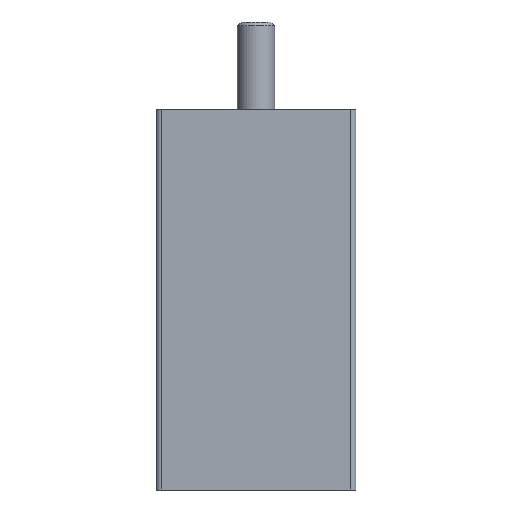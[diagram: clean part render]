
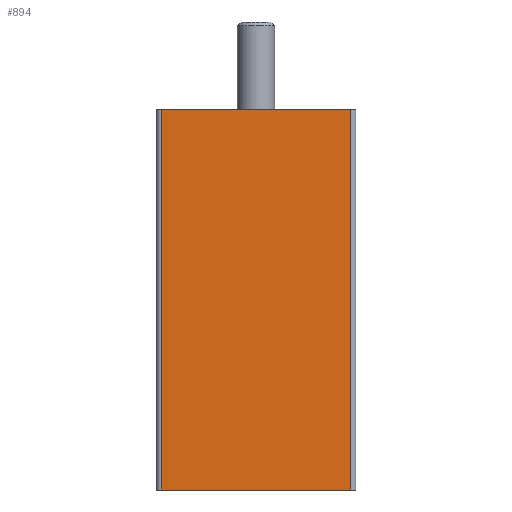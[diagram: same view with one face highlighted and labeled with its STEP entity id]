
A CAD part, front view. The second image highlights one B-rep face of the part: STEP entity #894.
In plain terms, the highlighted planar face has unit normal (0, -1, 0).
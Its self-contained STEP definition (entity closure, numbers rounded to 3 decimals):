
#33=PLANE('',#981);
#60=LINE('',#1430,#118);
#61=LINE('',#1432,#119);
#62=LINE('',#1434,#120);
#63=LINE('',#1436,#121);
#118=VECTOR('',#1120,1000.);
#119=VECTOR('',#1123,1000.);
#120=VECTOR('',#1124,1000.);
#121=VECTOR('',#1125,1000.);
#183=ORIENTED_EDGE('',*,*,#429,.F.);
#184=ORIENTED_EDGE('',*,*,#428,.F.);
#185=ORIENTED_EDGE('',*,*,#430,.T.);
#186=ORIENTED_EDGE('',*,*,#431,.T.);
#428=EDGE_CURVE('',#550,#549,#60,.T.);
#429=EDGE_CURVE('',#549,#551,#61,.T.);
#430=EDGE_CURVE('',#550,#552,#62,.T.);
#431=EDGE_CURVE('',#552,#551,#63,.T.);
#549=VERTEX_POINT('',#1427);
#550=VERTEX_POINT('',#1429);
#551=VERTEX_POINT('',#1433);
#552=VERTEX_POINT('',#1435);
#702=EDGE_LOOP('',(#183,#184,#185,#186));
#782=FACE_BOUND('',#702,.T.);
#894=ADVANCED_FACE('',(#782),#33,.T.);
#981=AXIS2_PLACEMENT_3D('',#1431,#1121,#1122);
#1120=DIRECTION('',(0.,0.,1.));
#1121=DIRECTION('',(0.,-1.,0.));
#1122=DIRECTION('',(0.,0.,-1.));
#1123=DIRECTION('',(1.,0.,0.));
#1124=DIRECTION('',(1.,0.,0.));
#1125=DIRECTION('',(0.,0.,1.));
#1427=CARTESIAN_POINT('',(-7.6,-8.,0.));
#1429=CARTESIAN_POINT('',(-7.6,-8.,-30.5));
#1430=CARTESIAN_POINT('',(-7.6,-8.,-30.5));
#1431=CARTESIAN_POINT('',(-7.6,-8.,-30.5));
#1432=CARTESIAN_POINT('',(-7.6,-8.,0.));
#1433=CARTESIAN_POINT('',(7.6,-8.,0.));
#1434=CARTESIAN_POINT('',(-7.6,-8.,-30.5));
#1435=CARTESIAN_POINT('',(7.6,-8.,-30.5));
#1436=CARTESIAN_POINT('',(7.6,-8.,-30.5));
